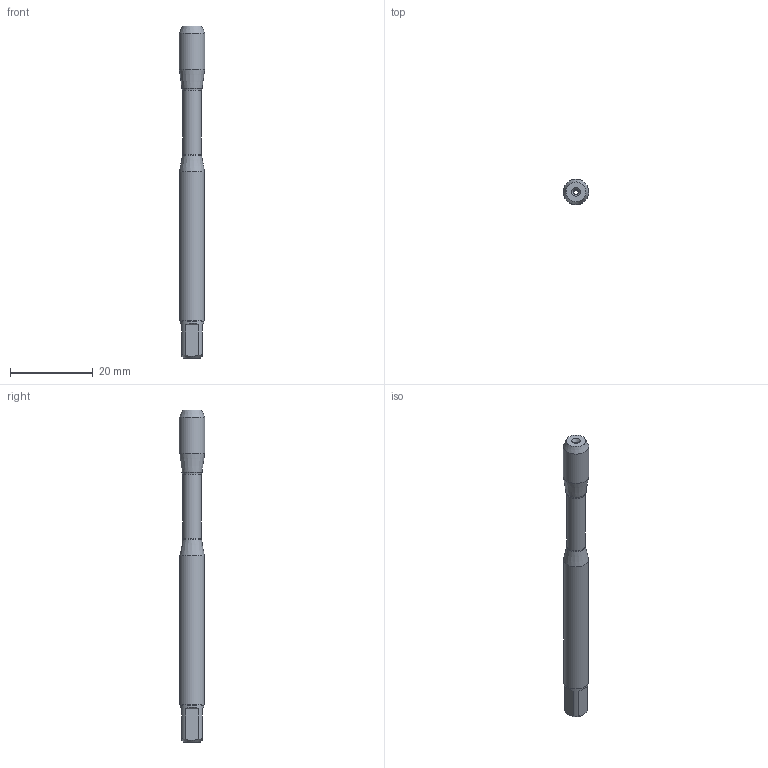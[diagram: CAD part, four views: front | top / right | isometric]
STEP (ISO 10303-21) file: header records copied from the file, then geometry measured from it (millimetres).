
FILE_DESCRIPTION(/* description */ (''),/* implementation_level */ '2;1');
FILE_NAME(/* name */ 'D607_20230210_093619_TB_1.STP',/* time_stamp */ '2023-02-10T09:37:36+01:00',/* author */ (''),/* organization */ ('SMS'),/* preprocessor_version */ 'ST-DEVELOPER v16.7',/* originating_system */ 'SIEMENS PLM Software NX 12.0',/* authorisation */ '');
FILE_SCHEMA (('AUTOMOTIVE_DESIGN { 1 0 10303 214 3 1 1 1 }'));
Length unit declared in the file: millimetre
Products named in the file (1): D607_20230210_093619_TB_1
Bounding box: 6.14 x 6.14 x 80 mm (x, y, z)
Volume: 1896.3 mm3; surface area: 1722.8 mm2
Topology: 1 solids, 1 shells, 29 faces, 127 edges, 163 vertices
Faces by surface type: cone 10, plane 10, cylinder 7, torus 2
Full cylindrical faces by diameter (mm): 1.1 x1, 1.2 x2, 4.55 x1, 5.76 x1, 6 x1, 6.139 x1
Entity records: 1272 total; most frequent: CARTESIAN_POINT 193, DIRECTION 183, ORIENTED_EDGE 88, LINE 67, VECTOR 67, STYLED_ITEM 64, PRESENTATION_STYLE_ASSIGNMENT 64, AXIS2_PLACEMENT_3D 58
